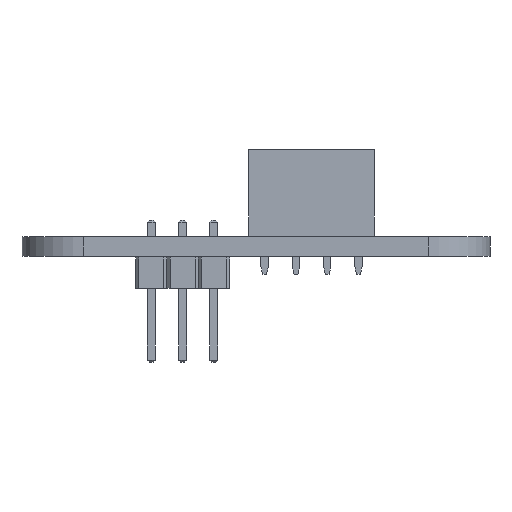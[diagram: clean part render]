
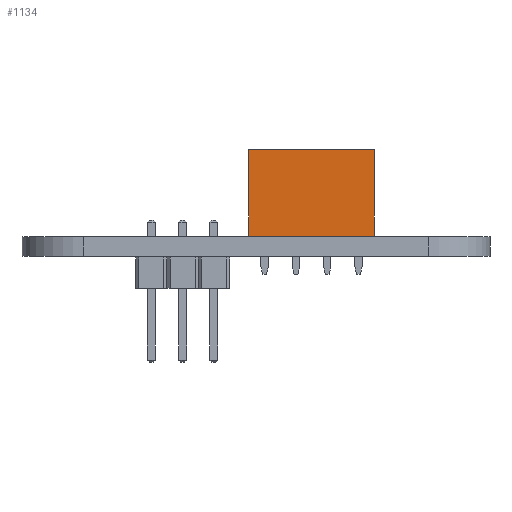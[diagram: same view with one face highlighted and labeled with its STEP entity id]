
A CAD part, left-side view. The second image highlights one B-rep face of the part: STEP entity #1134.
In plain terms, the highlighted planar face has unit normal (-1, 0, 0).
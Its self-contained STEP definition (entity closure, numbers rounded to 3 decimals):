
#111 = VERTEX_POINT('',#112);
#112 = CARTESIAN_POINT('',(-3.81,-8.89,0.));
#120 = EDGE_CURVE('',#111,#121,#123,.T.);
#121 = VERTEX_POINT('',#122);
#122 = CARTESIAN_POINT('',(-3.81,-8.89,7.));
#123 = LINE('',#124,#125);
#124 = CARTESIAN_POINT('',(-3.81,-8.89,0.));
#125 = VECTOR('',#126,1.);
#126 = DIRECTION('',(0.,0.,1.));
#183 = VERTEX_POINT('',#184);
#184 = CARTESIAN_POINT('',(-3.81,1.27,7.));
#190 = EDGE_CURVE('',#191,#183,#193,.T.);
#191 = VERTEX_POINT('',#192);
#192 = CARTESIAN_POINT('',(-3.81,1.27,0.));
#193 = LINE('',#194,#195);
#194 = CARTESIAN_POINT('',(-3.81,1.27,0.));
#195 = VECTOR('',#196,1.);
#196 = DIRECTION('',(0.,0.,1.));
#255 = EDGE_CURVE('',#183,#121,#256,.T.);
#256 = LINE('',#257,#258);
#257 = CARTESIAN_POINT('',(-3.81,1.27,7.));
#258 = VECTOR('',#259,1.);
#259 = DIRECTION('',(0.,-1.,0.));
#549 = EDGE_CURVE('',#191,#111,#550,.T.);
#550 = LINE('',#551,#552);
#551 = CARTESIAN_POINT('',(-3.81,1.27,0.));
#552 = VECTOR('',#553,1.);
#553 = DIRECTION('',(0.,-1.,0.));
#1134 = ADVANCED_FACE('',(#1135),#1141,.F.);
#1135 = FACE_BOUND('',#1136,.F.);
#1136 = EDGE_LOOP('',(#1137,#1138,#1139,#1140));
#1137 = ORIENTED_EDGE('',*,*,#190,.T.);
#1138 = ORIENTED_EDGE('',*,*,#255,.T.);
#1139 = ORIENTED_EDGE('',*,*,#120,.F.);
#1140 = ORIENTED_EDGE('',*,*,#549,.F.);
#1141 = PLANE('',#1142);
#1142 = AXIS2_PLACEMENT_3D('',#1143,#1144,#1145);
#1143 = CARTESIAN_POINT('',(-3.81,1.27,0.));
#1144 = DIRECTION('',(1.,0.,0.));
#1145 = DIRECTION('',(0.,-1.,0.));
